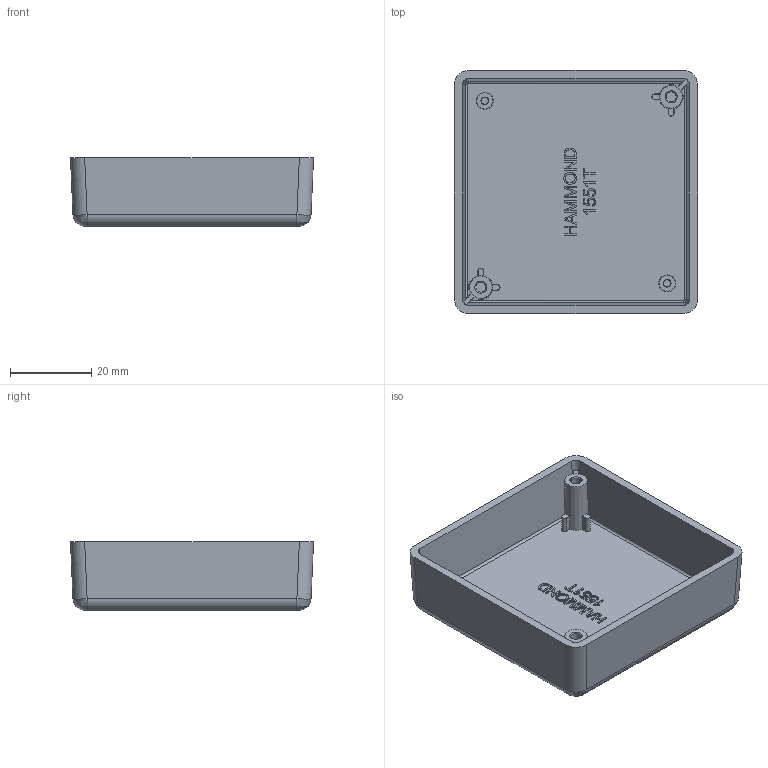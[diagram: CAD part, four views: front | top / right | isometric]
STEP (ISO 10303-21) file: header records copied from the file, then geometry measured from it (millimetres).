
FILE_DESCRIPTION(('FreeCAD Model'),'2;1');
FILE_NAME('Open CASCADE Shape Model','2024-05-08T07:43:02',('Author'),( ''),'Open CASCADE STEP processor 7.6','FreeCAD','Unknown');
FILE_SCHEMA(('AUTOMOTIVE_DESIGN { 1 0 10303 214 1 1 1 1 }'));
Length unit declared in the file: millimetre
Products named in the file (1): 1551T Box
Bounding box: 60 x 60 x 17 mm (x, y, z)
Volume: 13945.2 mm3; surface area: 14758 mm2
Topology: 1 solids, 1 shells, 229 faces, 613 edges, 408 vertices
Faces by surface type: plane 149, bspline 54, cylinder 14, cone 12
Full cylindrical faces by diameter (mm): 2.5 x2
Entity records: 7678 total; most frequent: CARTESIAN_POINT 2245, ORIENTED_EDGE 1226, DIRECTION 922, EDGE_CURVE 613, LINE 414, VECTOR 414, VERTEX_POINT 408, AXIS2_PLACEMENT_3D 254
